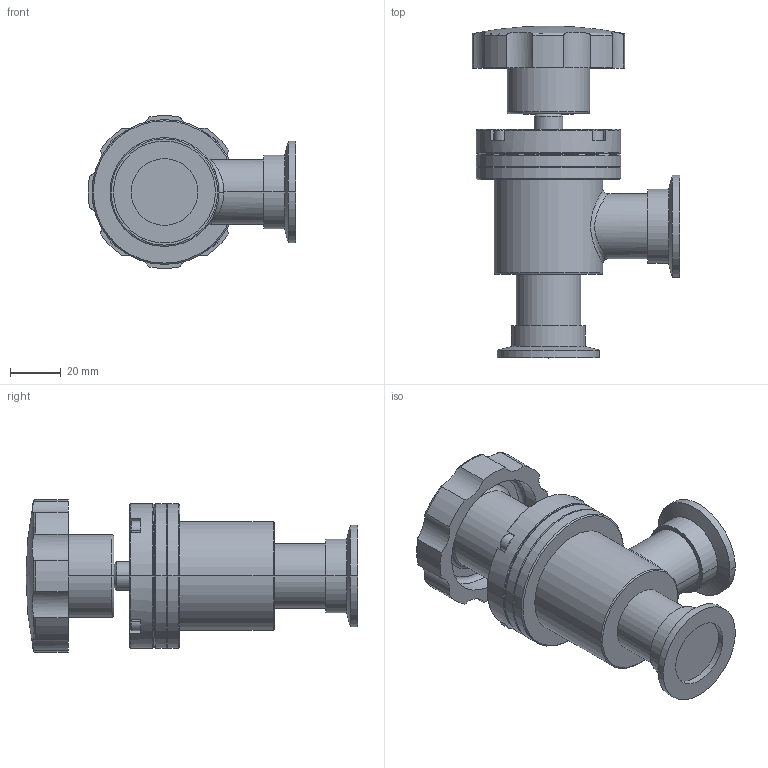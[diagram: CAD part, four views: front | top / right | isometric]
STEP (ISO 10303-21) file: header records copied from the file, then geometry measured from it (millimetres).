
FILE_DESCRIPTION (( 'STEP AP214' ), '1' );
FILE_NAME ('300111010016.STEP', '2021-01-27T01:51:02', ( 'admin' ), ( '' ), 'SwSTEP 2.0', 'SolidWorks 2018', '' );
FILE_SCHEMA (( 'AUTOMOTIVE_DESIGN' ));
Length unit declared in the file: millimetre
Products named in the file (1): 300111010016
Bounding box: 81.57 x 130.2 x 59.86 mm (x, y, z)
Volume: 189157 mm3; surface area: 36333.7 mm2
Topology: 1 solids, 1 shells, 190 faces, 479 edges, 306 vertices
Faces by surface type: cylinder 63, plane 63, cone 31, torus 17, bspline 14, sphere 2
Entity records: 7054 total; most frequent: CARTESIAN_POINT 2445, DIRECTION 971, ORIENTED_EDGE 958, EDGE_CURVE 479, AXIS2_PLACEMENT_3D 381, VERTEX_POINT 306, VECTOR 209, LINE 209
